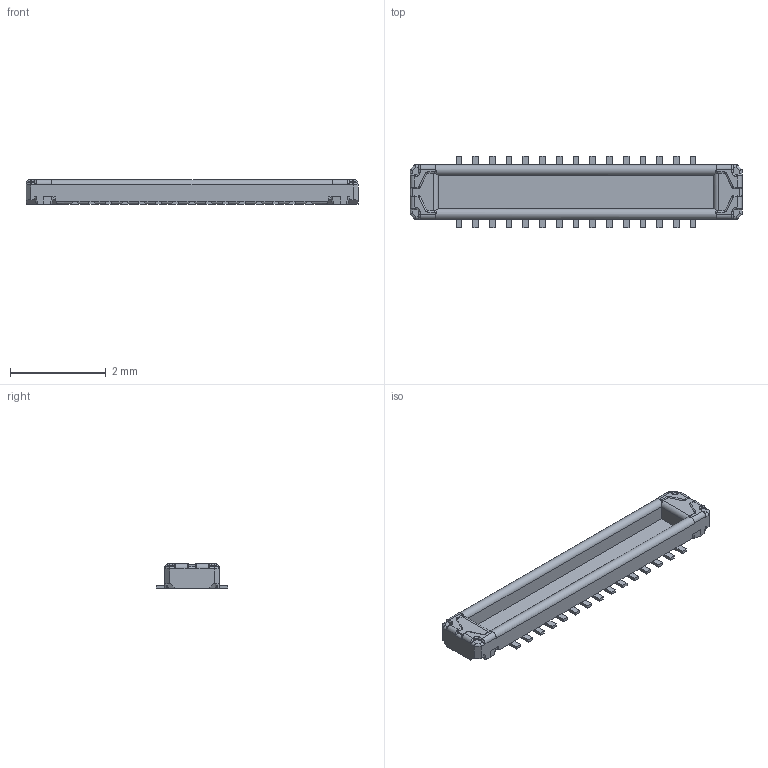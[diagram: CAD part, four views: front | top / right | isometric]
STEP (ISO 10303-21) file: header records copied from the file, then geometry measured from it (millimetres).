
FILE_DESCRIPTION((''),'2;1');
FILE_NAME('BM23FR0_6-30DP-0_35V_51__480032','2019-09-23T10:43:55',('dburnier'),(''),'CREO PARAMETRIC BY PTC INC, 2018100','CREO PARAMETRIC BY PTC INC, 2018100','');
FILE_SCHEMA(('AUTOMOTIVE_DESIGN { 1 0 10303 214 1 1 1 1 }'));
Length unit declared in the file: millimetre
Products named in the file (1): BM23FR0_6-30DP-0_35V_51__480032
Bounding box: 6.95 x 1.5 x 0.52 mm (x, y, z)
Volume: 2.3 mm3; surface area: 30.5 mm2
Topology: 1 solids, 1 shells, 388 faces, 1056 edges, 670 vertices
Faces by surface type: plane 266, cylinder 90, torus 18, bspline 14
Entity records: 19558 total; most frequent: CARTESIAN_POINT 3320, ORIENTED_EDGE 2112, DIRECTION 1772, PRESENTATION_STYLE_ASSIGNMENT 1445, STYLED_ITEM 1057, CURVE_STYLE 1056, EDGE_CURVE 1056, VECTOR 738
